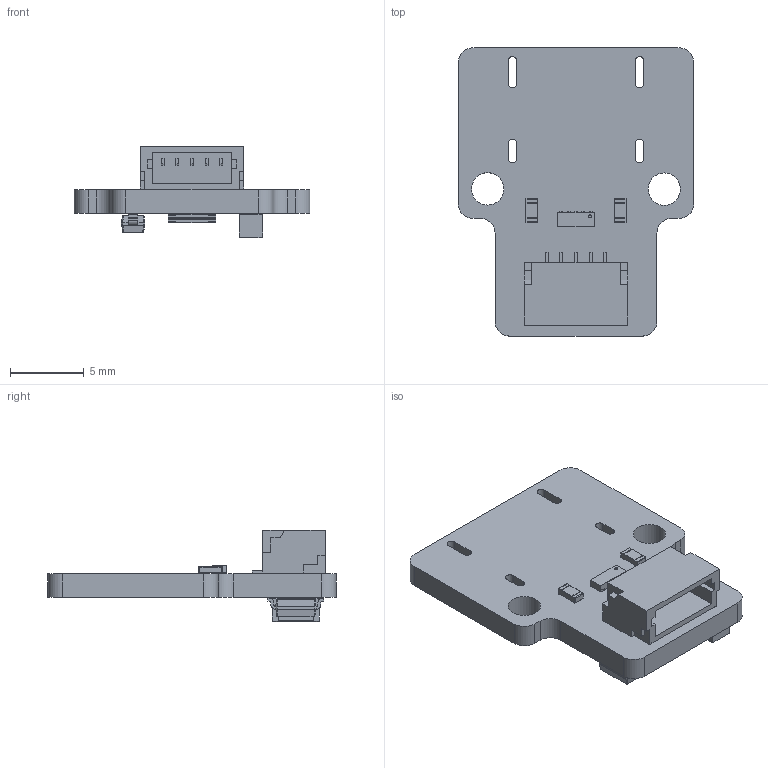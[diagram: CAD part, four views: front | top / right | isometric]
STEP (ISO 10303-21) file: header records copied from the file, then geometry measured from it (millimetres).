
FILE_DESCRIPTION(('KiCad electronic assembly'),'2;1');
FILE_NAME('Daughterboard.step','2021-09-08T18:46:36',('An Author'),( 'A Company'),'Open CASCADE STEP processor 6.9', 'KiCad to STEP converter','Unknown');
FILE_SCHEMA(('AUTOMOTIVE_DESIGN { 1 0 10303 214 1 1 1 1 }'));
Length unit declared in the file: millimetre
Products named in the file (14): Open CASCADE STEP translator 6.9 1; SMD_Polyfuse_1206; SOLID; USON-10_2.5x1.0mm_P0.5mm; R_0603_1608Metric; L_1206_3216Metric; SM05B-SRSS-TB; D_SOD-123; COMPOUND
Assembly tree (14 placements, depth 3):
  Open CASCADE STEP translator 6.9 1
    SMD_Polyfuse_1206
      SOLID
    USON-10_2.5x1.0mm_P0.5mm
      SOLID
    R_0603_1608Metric  x2
      SOLID
    L_1206_3216Metric
      SOLID
    SM05B-SRSS-TB
      SOLID
    D_SOD-123
      SOLID
    COMPOUND
Bounding box: 16 x 19.59 x 6.21 mm (x, y, z)
Volume: 485.2 mm3; surface area: 947.1 mm2
Topology: 8 solids, 8 shells, 513 faces, 1394 edges, 914 vertices
Faces by surface type: plane 404, cylinder 83, bspline 26
Full cylindrical faces by diameter (mm): 0.2 x1, 2.2 x2
Entity records: 35570 total; most frequent: CARTESIAN_POINT 5824, DIRECTION 4949, LINE 3600, VECTOR 3600, ORIENTED_EDGE 2652, PCURVE 2652, DEFINITIONAL_REPRESENTATION 2652, EDGE_CURVE 1326
